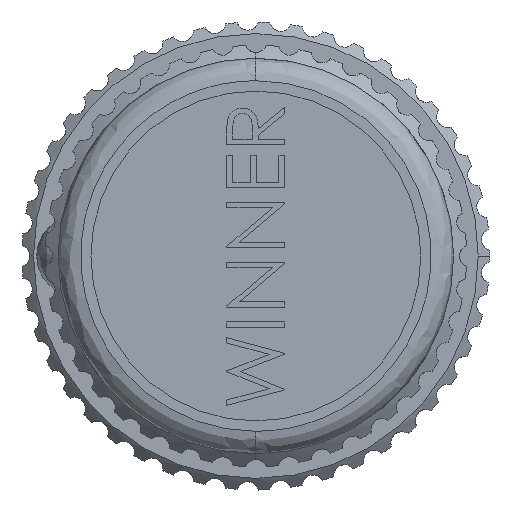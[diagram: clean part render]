
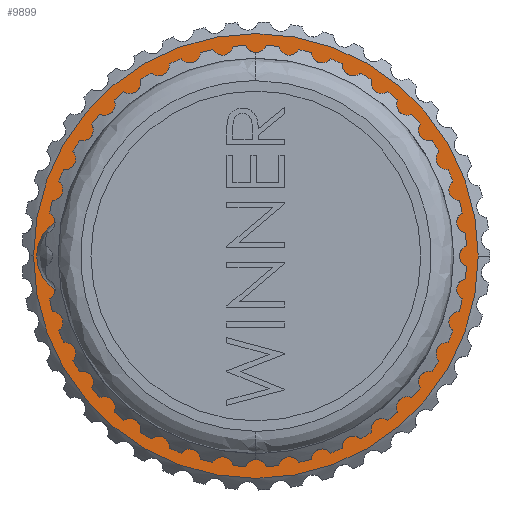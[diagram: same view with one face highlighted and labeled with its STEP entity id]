
A CAD part, left-side view. The second image highlights one B-rep face of the part: STEP entity #9899.
In plain terms, the highlighted planar face has unit normal (-1, 0, 0).
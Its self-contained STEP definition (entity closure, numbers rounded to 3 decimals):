
#3666 = CIRCLE ( 'NONE', #11456, 15.3 ) ;
#3728 = CIRCLE ( 'NONE', #11487, 8.56 ) ;
#5951 = CARTESIAN_POINT ( 'NONE',  ( -13.42, 8.56, 0. ) ) ;
#6022 = CARTESIAN_POINT ( 'NONE',  ( -13.42, -15.3, 0. ) ) ;
#6072 = CARTESIAN_POINT ( 'NONE',  ( -13.42, 15.3, 0. ) ) ;
#6233 = CARTESIAN_POINT ( 'NONE',  ( -13.42, -8.56, 0. ) ) ;
#7244 = CARTESIAN_POINT ( 'NONE',  ( -13.42, 0., 0. ) ) ;
#7246 = DIRECTION ( 'NONE',  ( 1., 0., 0. ) ) ;
#7248 = DIRECTION ( 'NONE',  ( 0., 1., 0. ) ) ;
#8008 = EDGE_CURVE ( 'NONE', #14727, #14699, #3666, .T. ) ;
#8084 = EDGE_CURVE ( 'NONE', #14813, #14694, #3728, .T. ) ;
#9090 = ORIENTED_EDGE ( 'NONE', *, *, #8008, .F. ) ;
#9092 = ORIENTED_EDGE ( 'NONE', *, *, #17906, .F. ) ;
#9094 = ORIENTED_EDGE ( 'NONE', *, *, #8084, .T. ) ;
#9096 = ORIENTED_EDGE ( 'NONE', *, *, #17917, .T. ) ;
#9899 = ADVANCED_FACE ( 'NONE', ( #20015, #20007 ), #35293, .T. ) ;
#11456 = AXIS2_PLACEMENT_3D ( 'NONE', #7244, #7246, #7248 ) ;
#11487 = AXIS2_PLACEMENT_3D ( 'NONE', #12531, #12532, #12533 ) ;
#11950 = AXIS2_PLACEMENT_3D ( 'NONE', #35257, #35297, #35299 ) ;
#12531 = CARTESIAN_POINT ( 'NONE',  ( -13.42, 0., 0. ) ) ;
#12532 = DIRECTION ( 'NONE',  ( 1., 0., 0. ) ) ;
#12533 = DIRECTION ( 'NONE',  ( 0., -1., 0. ) ) ;
#13461 = AXIS2_PLACEMENT_3D ( 'NONE', #18217, #18218, #18219 ) ;
#13466 = AXIS2_PLACEMENT_3D ( 'NONE', #18271, #18272, #18273 ) ;
#14694 = VERTEX_POINT ( 'NONE', #5951 ) ;
#14699 = VERTEX_POINT ( 'NONE', #6022 ) ;
#14727 = VERTEX_POINT ( 'NONE', #6072 ) ;
#14813 = VERTEX_POINT ( 'NONE', #6233 ) ;
#17906 = EDGE_CURVE ( 'NONE', #14699, #14727, #28704, .T. ) ;
#17917 = EDGE_CURVE ( 'NONE', #14694, #14813, #28732, .T. ) ;
#18217 = CARTESIAN_POINT ( 'NONE',  ( -13.42, 0., 0. ) ) ;
#18218 = DIRECTION ( 'NONE',  ( 1., 0., 0. ) ) ;
#18219 = DIRECTION ( 'NONE',  ( 0., 1., 0. ) ) ;
#18271 = CARTESIAN_POINT ( 'NONE',  ( -13.42, 0., 0. ) ) ;
#18272 = DIRECTION ( 'NONE',  ( 1., 0., 0. ) ) ;
#18273 = DIRECTION ( 'NONE',  ( 0., -1., 0. ) ) ;
#20007 = FACE_BOUND ( 'NONE', #20770, .T. ) ;
#20015 = FACE_OUTER_BOUND ( 'NONE', #20593, .T. ) ;
#20593 = EDGE_LOOP ( 'NONE', ( #9090, #9092 ) ) ;
#20770 = EDGE_LOOP ( 'NONE', ( #9094, #9096 ) ) ;
#28704 = CIRCLE ( 'NONE', #13461, 15.3 ) ;
#28732 = CIRCLE ( 'NONE', #13466, 8.56 ) ;
#35257 = CARTESIAN_POINT ( 'NONE',  ( -13.42, 0., 0. ) ) ;
#35293 = PLANE ( 'NONE',  #11950 ) ;
#35297 = DIRECTION ( 'NONE',  ( -1., 0., 0. ) ) ;
#35299 = DIRECTION ( 'NONE',  ( 0., -1., 0. ) ) ;
